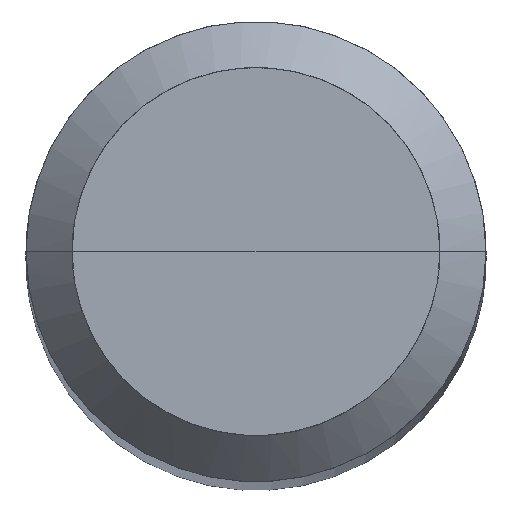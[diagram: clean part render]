
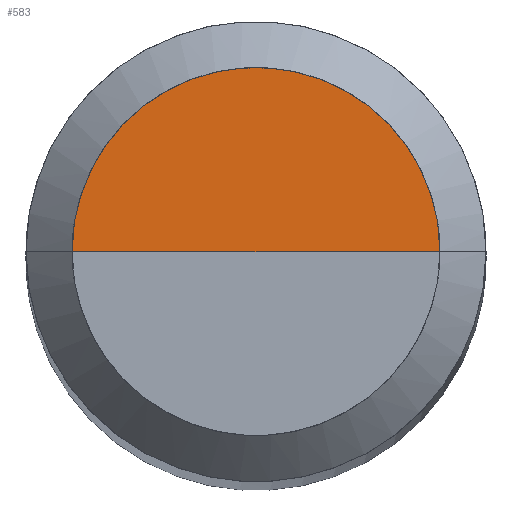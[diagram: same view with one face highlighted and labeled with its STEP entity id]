
A CAD part, top view. The second image highlights one B-rep face of the part: STEP entity #583.
In plain terms, the highlighted free-form (B-spline) face has degree [1, 2] with [2, 5] control points.
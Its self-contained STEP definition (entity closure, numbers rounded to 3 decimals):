
#255=CARTESIAN_POINT('',(1.2,0.0,33.0));
#256=CARTESIAN_POINT('',(1.2,1.2,33.0));
#257=CARTESIAN_POINT('',(0.0,1.2,33.0));
#258=CARTESIAN_POINT('',(-1.2,1.2,33.0));
#259=CARTESIAN_POINT('',(-1.2,0.0,33.0));
#260=CARTESIAN_POINT('',(0.0,0.0,33.0));
#568=(
BOUNDED_SURFACE()
B_SPLINE_SURFACE(1,2,(
(#255,#256,#257,#258,#259),
(#260,#260,#260,#260,#260)
), .UNSPECIFIED.,.F.,.F.,.F.)
B_SPLINE_SURFACE_WITH_KNOTS((2,2),(3,2,3),(
0.0,1.0),(
0.0,0.5,1.0), .UNSPECIFIED.)
GEOMETRIC_REPRESENTATION_ITEM()
RATIONAL_B_SPLINE_SURFACE(((1.0,0.707,1.0,0.707,1.0),
(1.0,0.707,1.0,0.707,1.0)
))
REPRESENTATION_ITEM('')
SURFACE()
);
#569=(
BOUNDED_CURVE()
B_SPLINE_CURVE(2,(#259,#258,#257,#256,#255),.UNSPECIFIED.,.F.,.F.)
B_SPLINE_CURVE_WITH_KNOTS((3,2,3),
(0.0,0.5,1.0),.UNSPECIFIED.)
CURVE()
GEOMETRIC_REPRESENTATION_ITEM()
RATIONAL_B_SPLINE_CURVE((1.0,0.707,1.0,0.707,1.0))
REPRESENTATION_ITEM('')
);
#570=(
BOUNDED_CURVE()
B_SPLINE_CURVE(1,(#255,#260),.UNSPECIFIED.,.F.,.F.)
B_SPLINE_CURVE_WITH_KNOTS((2,2),
(0.0,1.0),.UNSPECIFIED.)
CURVE()
GEOMETRIC_REPRESENTATION_ITEM()
RATIONAL_B_SPLINE_CURVE((1.0,1.0))
REPRESENTATION_ITEM('')
);
#571=(
BOUNDED_CURVE()
B_SPLINE_CURVE(1,(#260,#259),.UNSPECIFIED.,.F.,.F.)
B_SPLINE_CURVE_WITH_KNOTS((2,2),
(0.0,1.0),.UNSPECIFIED.)
CURVE()
GEOMETRIC_REPRESENTATION_ITEM()
RATIONAL_B_SPLINE_CURVE((1.0,1.0))
REPRESENTATION_ITEM('')
);
#572=VERTEX_POINT('',#255);
#573=VERTEX_POINT('',#259);
#574=VERTEX_POINT('',#260);
#575=EDGE_CURVE('',#573,#572,#569,.T.);
#576=EDGE_CURVE('',#572,#574,#570,.T.);
#577=EDGE_CURVE('',#574,#573,#571,.T.);
#578=ORIENTED_EDGE('',*,*,#575,.T.);
#579=ORIENTED_EDGE('',*,*,#576,.T.);
#580=ORIENTED_EDGE('',*,*,#577,.T.);
#581=EDGE_LOOP('',(#578,#579,#580));
#582=FACE_OUTER_BOUND('',#581,.T.);
#583=ADVANCED_FACE('',(#582),#568,.T.);
